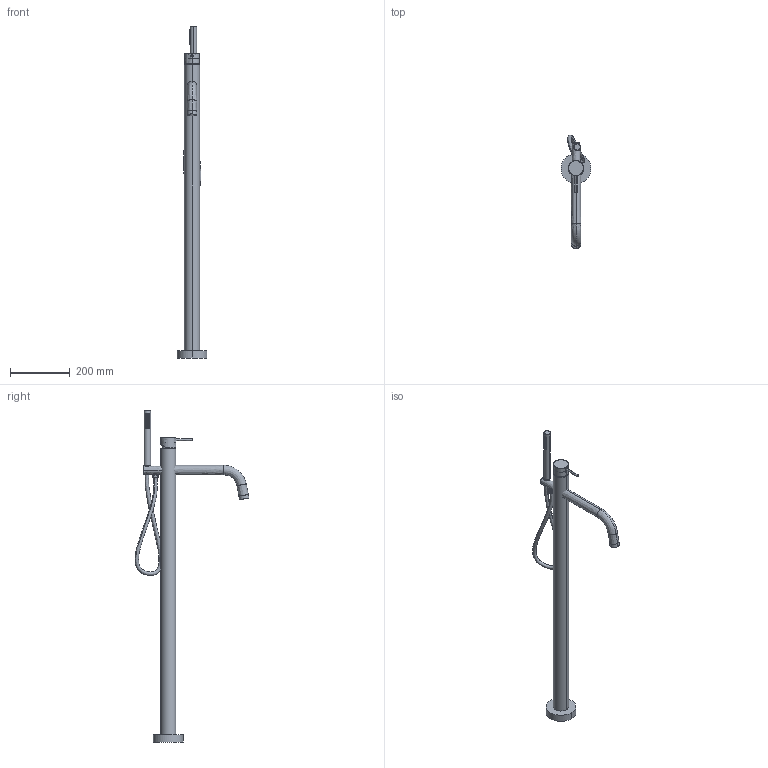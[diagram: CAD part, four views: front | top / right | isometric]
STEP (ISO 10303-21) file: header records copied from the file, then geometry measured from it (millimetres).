
FILE_DESCRIPTION(/* description */ (''),/* implementation_level */ '2;1');
FILE_NAME(/* name */ '25908_3D_R01',/* time_stamp */ '2019-07-09T12:08:07+02:00',/* author */ (''),/* organization */ (''),/* preprocessor_version */ 'ST-DEVELOPER v15',/* originating_system */ '',/* authorisation */ '');
FILE_SCHEMA (('AUTOMOTIVE_DESIGN'));
Length unit declared in the file: millimetre
Products named in the file (1): Document
Bounding box: 99.83 x 380.94 x 1110.13 mm (x, y, z)
Volume: 2319078.7 mm3; surface area: 286216.9 mm2
Topology: 53 solids, 55 shells, 439 faces, 974 edges, 642 vertices
Faces by surface type: bspline 411, plane 28
Entity records: 26262 total; most frequent: CARTESIAN_POINT 20533, ORIENTED_EDGE 1742, EDGE_CURVE 875, B_SPLINE_CURVE_WITH_KNOTS 623, VERTEX_POINT 539, EDGE_LOOP 522, ADVANCED_FACE 439, FACE_OUTER_BOUND 439
